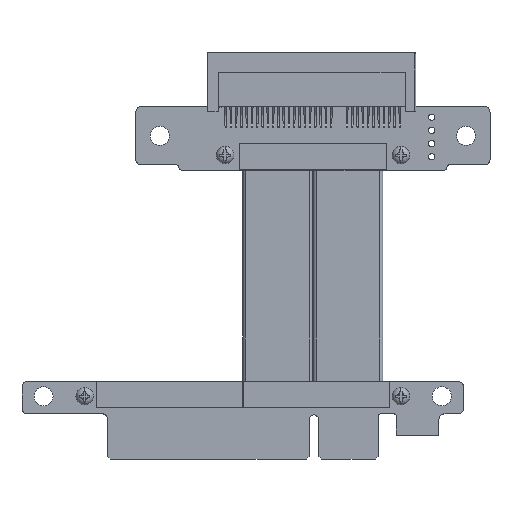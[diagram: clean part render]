
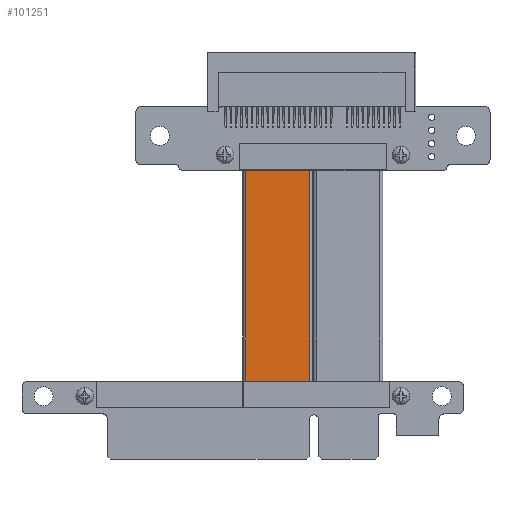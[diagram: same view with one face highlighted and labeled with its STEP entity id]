
A CAD part, top view. The second image highlights one B-rep face of the part: STEP entity #101251.
In plain terms, the highlighted face is planar.
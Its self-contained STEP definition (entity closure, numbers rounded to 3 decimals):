
#101251 = ADVANCED_FACE('',(#101252),#101286,.T.);
#101252 = FACE_BOUND('',#101253,.T.);
#101253 = EDGE_LOOP('',(#101254,#101264,#101272,#101280));
#101254 = ORIENTED_EDGE('',*,*,#101255,.T.);
#101255 = EDGE_CURVE('',#101256,#101258,#101260,.T.);
#101256 = VERTEX_POINT('',#101257);
#101257 = CARTESIAN_POINT('',(0.,-1.4,-43.)
  );
#101258 = VERTEX_POINT('',#101259);
#101259 = CARTESIAN_POINT('',(12.065,-1.4,-43.));
#101260 = LINE('',#101261,#101262);
#101261 = CARTESIAN_POINT('',(0.148,-1.4,-43.));
#101262 = VECTOR('',#101263,1.);
#101263 = DIRECTION('',(1.,0.,0.));
#101264 = ORIENTED_EDGE('',*,*,#101265,.T.);
#101265 = EDGE_CURVE('',#101258,#101266,#101268,.T.);
#101266 = VERTEX_POINT('',#101267);
#101267 = CARTESIAN_POINT('',(12.065,-1.4,0.));
#101268 = LINE('',#101269,#101270);
#101269 = CARTESIAN_POINT('',(12.065,-1.4,-43.));
#101270 = VECTOR('',#101271,1.);
#101271 = DIRECTION('',(0.,0.,1.));
#101272 = ORIENTED_EDGE('',*,*,#101273,.F.);
#101273 = EDGE_CURVE('',#101274,#101266,#101276,.T.);
#101274 = VERTEX_POINT('',#101275);
#101275 = CARTESIAN_POINT('',(0.,-1.4,
    0.));
#101276 = LINE('',#101277,#101278);
#101277 = CARTESIAN_POINT('',(0.148,-1.4,0.));
#101278 = VECTOR('',#101279,1.);
#101279 = DIRECTION('',(1.,0.,0.));
#101280 = ORIENTED_EDGE('',*,*,#101281,.F.);
#101281 = EDGE_CURVE('',#101256,#101274,#101282,.T.);
#101282 = LINE('',#101283,#101284);
#101283 = CARTESIAN_POINT('',(0.,-1.4,-43.)
  );
#101284 = VECTOR('',#101285,1.);
#101285 = DIRECTION('',(0.,0.,1.));
#101286 = PLANE('',#101287);
#101287 = AXIS2_PLACEMENT_3D('',#101288,#101289,#101290);
#101288 = CARTESIAN_POINT('',(6.032,-1.4,-43.));
#101289 = DIRECTION('',(0.,-1.,0.));
#101290 = DIRECTION('',(0.,0.,-1.));
